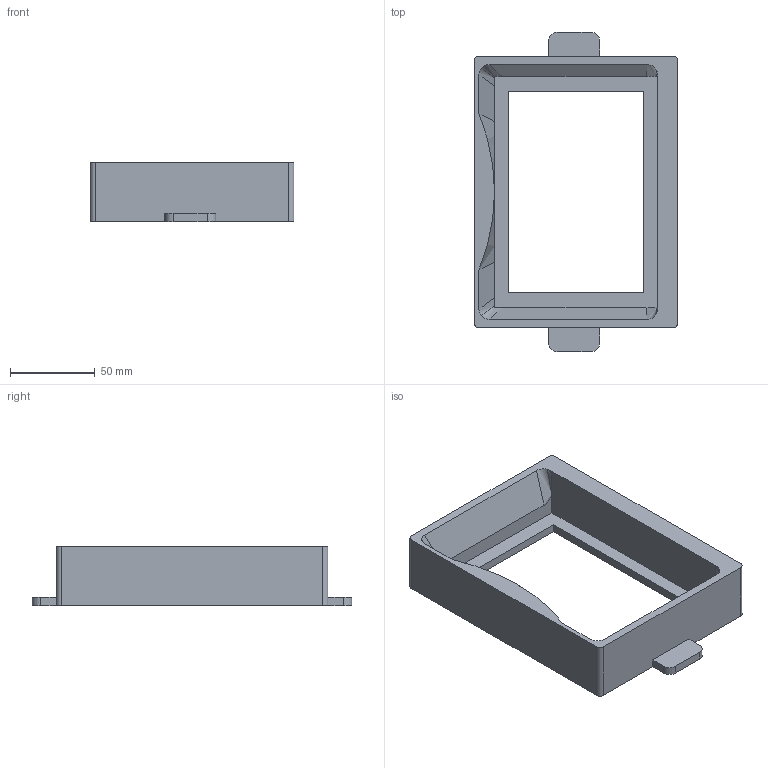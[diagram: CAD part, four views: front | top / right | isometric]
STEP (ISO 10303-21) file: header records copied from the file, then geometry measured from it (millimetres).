
FILE_DESCRIPTION(('FreeCAD Model'),'2;1');
FILE_NAME('GlassVAT.step','2015-11-04T17:29:02',('Author'),(''), 'Open CASCADE STEP processor 6.8','FreeCAD','Unknown');
FILE_SCHEMA(('AUTOMOTIVE_DESIGN_CC2 { 1 2 10303 214 -1 1 5 4 }'));
Length unit declared in the file: millimetre
Products named in the file (2): ASSEMBLY; GlassVAT
Assembly tree (1 placements, depth 2):
  ASSEMBLY
    GlassVAT
Bounding box: 120 x 188 x 35 mm (x, y, z)
Volume: 214981.2 mm3; surface area: 55300 mm2
Topology: 1 solids, 1 shells, 47 faces, 129 edges, 85 vertices
Faces by surface type: plane 23, bspline 16, cylinder 8
Entity records: 10825 total; most frequent: CARTESIAN_POINT 8377, DIRECTION 389, ORIENTED_EDGE 258, PCURVE 258, DEFINITIONAL_REPRESENTATION 258, LINE 253, VECTOR 253, EDGE_CURVE 129
